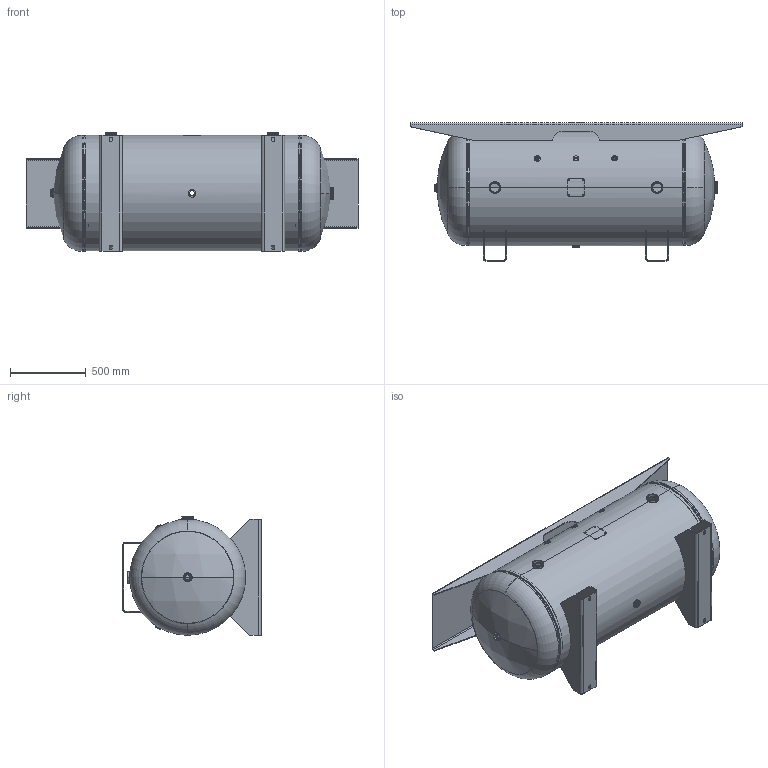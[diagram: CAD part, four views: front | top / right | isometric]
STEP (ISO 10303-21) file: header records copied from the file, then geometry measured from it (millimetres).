
FILE_DESCRIPTION (( 'STEP AP214' ), '1' );
FILE_NAME ('302701.STEP', '2024-04-16T21:24:37', ( '' ), ( '' ), 'SwSTEP 2.0', 'SolidWorks 2022', '' );
FILE_SCHEMA (( 'AUTOMOTIVE_DESIGN' ));
Length unit declared in the file: inch
Products named in the file (13): PHOENIX FLAT FLANGE_0250P391; PHOENIX FLAT FLANGE_2000O-RING; PHOENIX RAD FLANGE_100P705-7R; 302701-SL; A99141; PHOENIX RAD FLANGE_200P958 OR; PHOENIX FLAT FLANGE_0500P393; HEAD_30X186JOG; PHOENIX FLAT FLANGE_0375Q; 302701; A84452; NP-HOR_30; PHOENIX FLAT FLANGE_1000
Assembly tree (17 placements, depth 2):
  302701
    302701-SL
    HEAD_30X186JOG  x2
    PHOENIX FLAT FLANGE_1000
    PHOENIX FLAT FLANGE_2000O-RING
    PHOENIX FLAT FLANGE_0375Q
    PHOENIX RAD FLANGE_200P958 OR  x3
    PHOENIX FLAT FLANGE_0500P393
    PHOENIX RAD FLANGE_100P705-7R
    PHOENIX FLAT FLANGE_0250P391  x2
    NP-HOR_30
    A84452  x2
    A99141
Bounding box: 2184.4 x 908.05 x 779.93 mm (x, y, z)
Volume: 36678391.8 mm3; surface area: 13701472.1 mm2
Topology: 17 solids, 17 shells, 426 faces, 934 edges, 556 vertices
Faces by surface type: torus 136, cylinder 134, plane 116, bspline 28, sphere 8, cone 4
Entity records: 17482 total; most frequent: CARTESIAN_POINT 10049, DIRECTION 1516, ORIENTED_EDGE 1340, EDGE_CURVE 670, AXIS2_PLACEMENT_3D 653, VERTEX_POINT 402, CIRCLE 360, EDGE_LOOP 354
